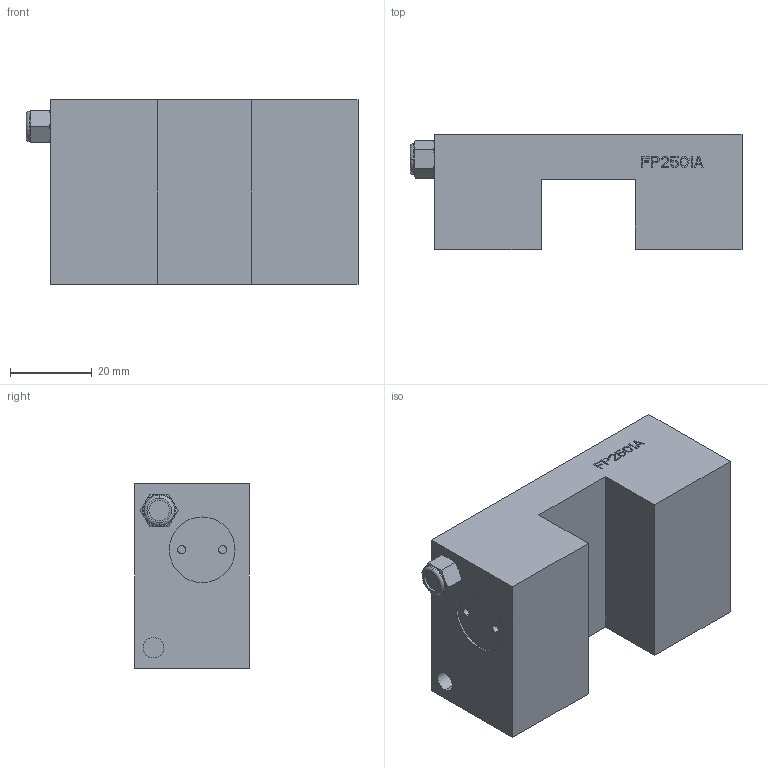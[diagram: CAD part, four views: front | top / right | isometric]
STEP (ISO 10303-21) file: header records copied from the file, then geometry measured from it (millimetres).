
FILE_DESCRIPTION((''),'2;1');
FILE_NAME('FP2501A','2023-06-25T22:23:39',('lx'),(''),'CREO PARAMETRIC BY PTC INC, 2018100','CREO PARAMETRIC BY PTC INC, 2018100','');
FILE_SCHEMA(('CONFIG_CONTROL_DESIGN'));
Length unit declared in the file: millimetre
Products named in the file (1): FP2501A
Bounding box: 81 x 28 x 45 mm (x, y, z)
Volume: 75250.9 mm3; surface area: 15699.9 mm2
Topology: 1 solids, 2 shells, 280 faces, 720 edges, 475 vertices
Faces by surface type: plane 214, cylinder 46, cone 16, torus 2, sphere 2
Entity records: 8518 total; most frequent: CARTESIAN_POINT 1587, ORIENTED_EDGE 1436, DIRECTION 1376, EDGE_CURVE 718, VECTOR 572, LINE 572, VERTEX_POINT 475, AXIS2_PLACEMENT_3D 402
